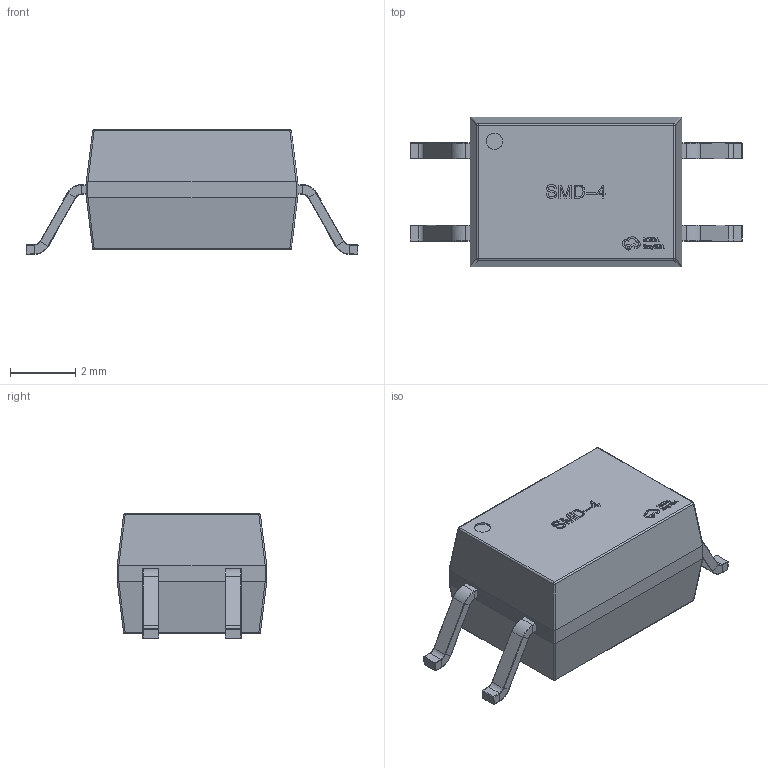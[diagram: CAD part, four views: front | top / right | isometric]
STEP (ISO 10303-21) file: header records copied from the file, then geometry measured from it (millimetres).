
FILE_DESCRIPTION(('Open CASCADE Model'),'2;1');
FILE_NAME('Open CASCADE Shape Model','2025-10-16T00:52:45',('Author'),( 'Open CASCADE'),'Open CASCADE STEP processor 7.8','Open CASCADE 7.8' ,'Unknown');
FILE_SCHEMA(('AUTOMOTIVE_DESIGN { 1 0 10303 214 1 1 1 1 }'));
Length unit declared in the file: millimetre
Products named in the file (1): COMPOUND
Bounding box: 10.21 x 4.6 x 3.85 mm (x, y, z)
Volume: 105.4 mm3; surface area: 150 mm2
Topology: 18 solids, 18 shells, 616 faces, 1487 edges, 922 vertices
Faces by surface type: bspline 616
Entity records: 23366 total; most frequent: CARTESIAN_POINT 9905, ORIENTED_EDGE 2974, EDGE_CURVE 1487, B_SPLINE_CURVE_WITH_KNOTS 1231, VERTEX_POINT 922, FACE_BOUND 643, EDGE_LOOP 643, PRESENTATION_STYLE_ASSIGNMENT 634
